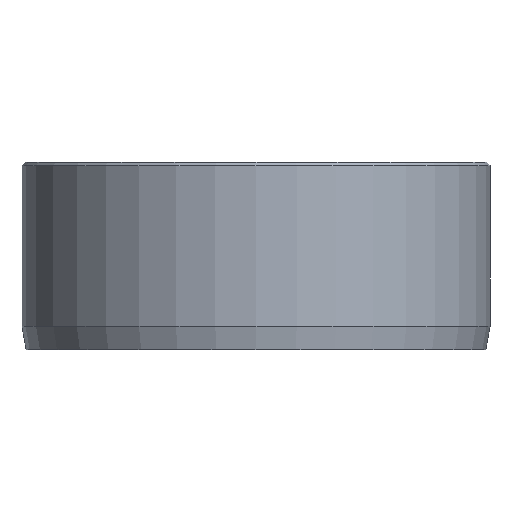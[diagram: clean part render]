
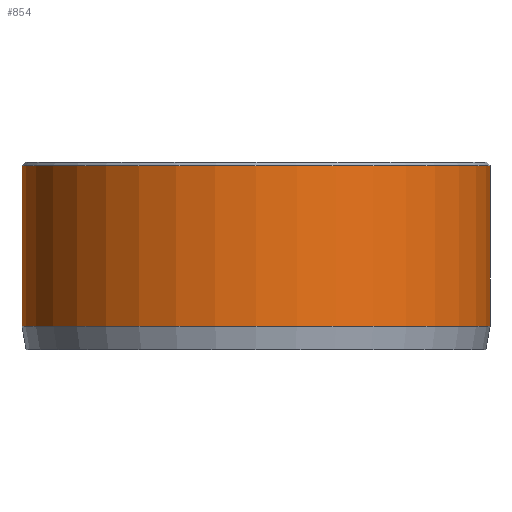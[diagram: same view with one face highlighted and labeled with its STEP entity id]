
A CAD part, front view. The second image highlights one B-rep face of the part: STEP entity #854.
In plain terms, the highlighted cylindrical face has radius 15 mm (diameter 30 mm), a partial arc.
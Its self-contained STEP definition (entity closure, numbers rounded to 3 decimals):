
#18 = CARTESIAN_POINT ( 'NONE',  ( 0., 0., 1.5 ) ) ;
#91 = EDGE_CURVE ( 'NONE', #946, #853, #1232, .T. ) ;
#114 = EDGE_CURVE ( 'NONE', #853, #1179, #474, .T. ) ;
#115 = DIRECTION ( 'NONE',  ( 1., 0., 0. ) ) ;
#166 = CARTESIAN_POINT ( 'NONE',  ( 15., 0., 1.5 ) ) ;
#208 = VECTOR ( 'NONE', #1076, 1000. ) ;
#229 = FACE_OUTER_BOUND ( 'NONE', #535, .T. ) ;
#284 = CARTESIAN_POINT ( 'NONE',  ( -15., 0., 12. ) ) ;
#287 = VECTOR ( 'NONE', #621, 1000. ) ;
#288 = EDGE_CURVE ( 'NONE', #1179, #548, #1041, .T. ) ;
#296 = ORIENTED_EDGE ( 'NONE', *, *, #1132, .F. ) ;
#302 = AXIS2_PLACEMENT_3D ( 'NONE', #965, #377, #1071 ) ;
#317 = ORIENTED_EDGE ( 'NONE', *, *, #91, .T. ) ;
#346 = ORIENTED_EDGE ( 'NONE', *, *, #114, .T. ) ;
#348 = CARTESIAN_POINT ( 'NONE',  ( -15., 0., 11.8 ) ) ;
#354 = DIRECTION ( 'NONE',  ( -1., 0., 0. ) ) ;
#377 = DIRECTION ( 'NONE',  ( 0., 0., -1. ) ) ;
#474 = LINE ( 'NONE', #284, #208 ) ;
#535 = EDGE_LOOP ( 'NONE', ( #296, #317, #346, #933 ) ) ;
#548 = VERTEX_POINT ( 'NONE', #166 ) ;
#621 = DIRECTION ( 'NONE',  ( 0., 0., -1. ) ) ;
#632 = CARTESIAN_POINT ( 'NONE',  ( -15., 0., 1.5 ) ) ;
#705 = DIRECTION ( 'NONE',  ( 0., 0., 1. ) ) ;
#853 = VERTEX_POINT ( 'NONE', #348 ) ;
#854 = ADVANCED_FACE ( 'NONE', ( #229 ), #1131, .T. ) ;
#910 = AXIS2_PLACEMENT_3D ( 'NONE', #1246, #1043, #354 ) ;
#933 = ORIENTED_EDGE ( 'NONE', *, *, #288, .T. ) ;
#946 = VERTEX_POINT ( 'NONE', #976 ) ;
#965 = CARTESIAN_POINT ( 'NONE',  ( 0., 0., 11.8 ) ) ;
#976 = CARTESIAN_POINT ( 'NONE',  ( 15., 0., 11.8 ) ) ;
#1041 = CIRCLE ( 'NONE', #1101, 15. ) ;
#1043 = DIRECTION ( 'NONE',  ( 0., 0., -1. ) ) ;
#1071 = DIRECTION ( 'NONE',  ( 1., 0., 0. ) ) ;
#1076 = DIRECTION ( 'NONE',  ( 0., 0., -1. ) ) ;
#1078 = LINE ( 'NONE', #1218, #287 ) ;
#1101 = AXIS2_PLACEMENT_3D ( 'NONE', #18, #705, #115 ) ;
#1131 = CYLINDRICAL_SURFACE ( 'NONE', #910, 15. ) ;
#1132 = EDGE_CURVE ( 'NONE', #946, #548, #1078, .T. ) ;
#1179 = VERTEX_POINT ( 'NONE', #632 ) ;
#1218 = CARTESIAN_POINT ( 'NONE',  ( 15., 0., 12. ) ) ;
#1232 = CIRCLE ( 'NONE', #302, 15. ) ;
#1246 = CARTESIAN_POINT ( 'NONE',  ( 0., 0., 12. ) ) ;
